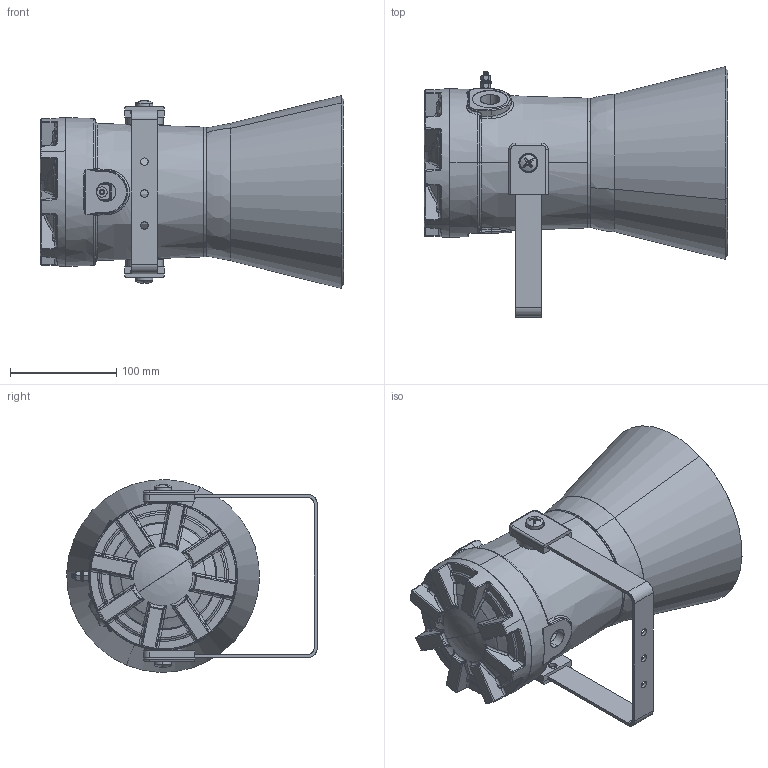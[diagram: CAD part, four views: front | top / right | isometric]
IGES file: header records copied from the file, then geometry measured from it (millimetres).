
Start section: SolidWorks IGES file using analytic representation for surfaces
Global section: file name: SK0369_Issue_A.IGS; native system: SolidWorks 2016; preprocessor: SolidWorks 2016; author: randip.rait; date: 151019.111140; units: millimetre
Bounding box: 285.29 x 235.61 x 181.22 mm (x, y, z)
Surface area: 320699.1 mm2 (no closed solid volume)
Topology: 0 solids, 0 shells, 780 faces, 10916 edges, 10898 vertices
Faces by surface type: bspline 424, revolution 356
